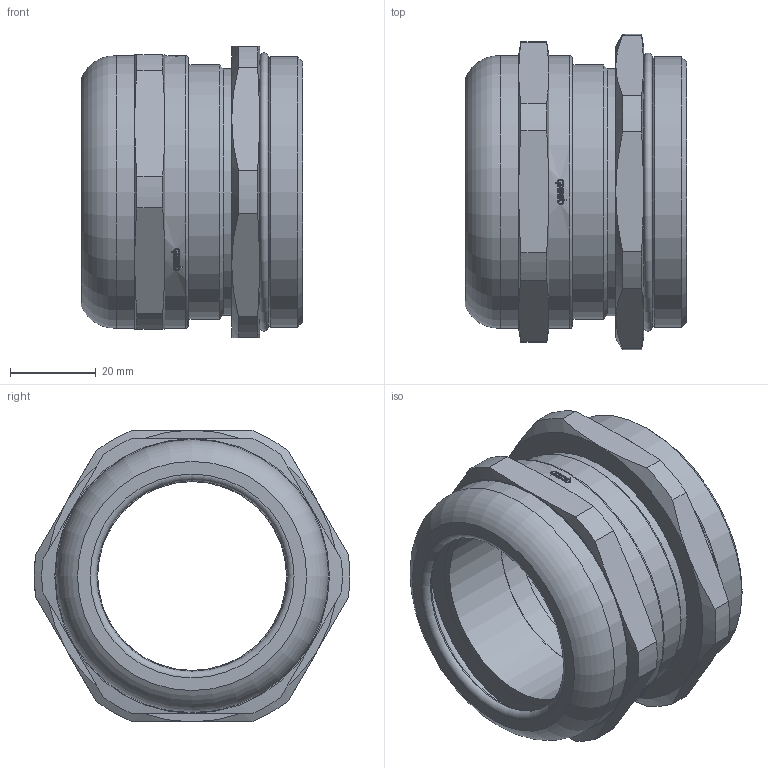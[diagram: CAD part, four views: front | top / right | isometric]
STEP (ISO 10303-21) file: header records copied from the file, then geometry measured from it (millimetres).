
FILE_DESCRIPTION(/* description */ ('HSK-M-EMV Metr.-Cable Glands'),/* implementation_level */ '2;1');
FILE_NAME(/* name */ '1691630050.stp',/* time_stamp */ '2021-10-13T10:12:42+02:00',/* author */ ('sl'),/* organization */ ('HUMMEL'),/* preprocessor_version */ 'ST-DEVELOPER v16.5',/* originating_system */ 'Autodesk Inventor 2017',/* authorisation */ '');
FILE_SCHEMA (('AUTOMOTIVE_DESIGN { 1 0 10303 214 3 1 1 }'));
Length unit declared in the file: millimetre
Products named in the file (5): HSK-M-EMV 1.691.6300.50; HSK-M-EMV 1.691.6300.50-Gland; HSK-M-EMV 1.691.6300.50-Nut; HSK-M-EMV 1.691.6300.50-Clamping insert; HSK-M-EMV 1.691.6300.50-Sealing insert
Assembly tree (4 placements, depth 2):
  HSK-M-EMV 1.691.6300.50
    HSK-M-EMV 1.691.6300.50-Gland
    HSK-M-EMV 1.691.6300.50-Nut
    HSK-M-EMV 1.691.6300.50-Clamping insert
    HSK-M-EMV 1.691.6300.50-Sealing insert
Bounding box: 51.5 x 73.46 x 68 mm (x, y, z)
Volume: 78648.1 mm3; surface area: 47912.6 mm2
Topology: 4 solids, 4 shells, 340 faces, 877 edges, 573 vertices
Faces by surface type: plane 246, cylinder 61, cone 27, torus 6
Full cylindrical faces by diameter (mm): 44 x1, 44.4 x1, 44.5 x1, 47.4 x2, 52.8 x2, 53.5 x2, 55 x2, 57.6 x1, 57.78 x1, 58.54 x1, 59.3 x1, 60.8 x1, 63 x1, 63.5 x2
Entity records: 10728 total; most frequent: CARTESIAN_POINT 2291, DIRECTION 1788, ORIENTED_EDGE 1684, EDGE_CURVE 842, AXIS2_PLACEMENT_3D 663, VERTEX_POINT 572, LINE 462, VECTOR 462
